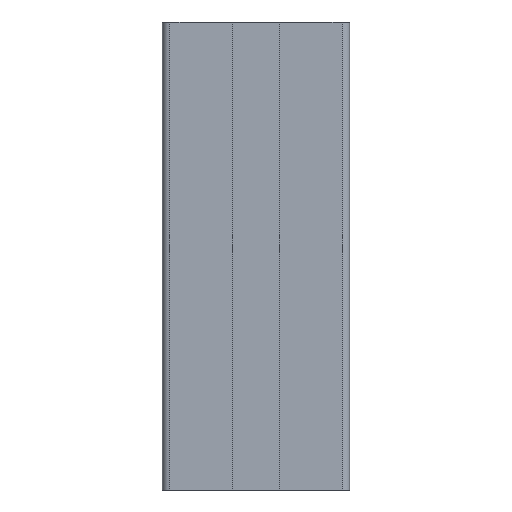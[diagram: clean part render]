
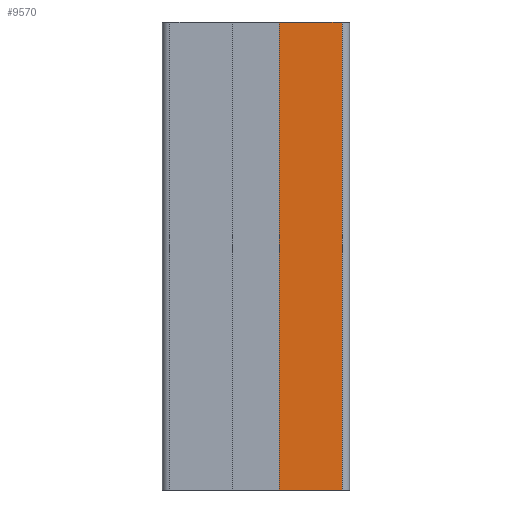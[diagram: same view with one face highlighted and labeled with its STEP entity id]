
A CAD part, front view. The second image highlights one B-rep face of the part: STEP entity #9570.
In plain terms, the highlighted face is planar.
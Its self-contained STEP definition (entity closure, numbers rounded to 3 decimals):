
#4040=CARTESIAN_POINT('',(2.742,-8.01,0.));
#4050=VERTEX_POINT('',#4040);
#4080=CARTESIAN_POINT('',(2.742,0.,0.));
#4090=DIRECTION('',(0.,-1.,0.));
#4100=VECTOR('',#4090,1.);
#4110=LINE('',#4080,#4100);
#4120=CARTESIAN_POINT('',(2.742,5.39,0.));
#4130=VERTEX_POINT('',#4120);
#4140=EDGE_CURVE('',#4130,#4050,#4110,.T.);
#6880=CARTESIAN_POINT('',(2.742,5.39,100.));
#6890=VERTEX_POINT('',#6880);
#6920=CARTESIAN_POINT('',(2.742,0.,100.));
#6930=DIRECTION('',(0.,-1.,0.));
#6940=VECTOR('',#6930,1.);
#6950=LINE('',#6920,#6940);
#6960=CARTESIAN_POINT('',(2.742,-8.01,100.));
#6970=VERTEX_POINT('',#6960);
#6980=EDGE_CURVE('',#6890,#6970,#6950,.T.);
#9310=CARTESIAN_POINT('',(2.742,-8.01,0.));
#9320=DIRECTION('',(0.,0.,-1.));
#9330=VECTOR('',#9320,1.);
#9340=LINE('',#9310,#9330);
#9350=EDGE_CURVE('',#6970,#4050,#9340,.T.);
#9410=CARTESIAN_POINT('',(2.742,6.99,0.));
#9420=DIRECTION('',(1.,0.,0.));
#9430=DIRECTION('',(0.,-1.,0.));
#9440=AXIS2_PLACEMENT_3D('',#9410,#9420,#9430);
#9450=PLANE('',#9440);
#9460=ORIENTED_EDGE('',*,*,#4140,.F.);
#9470=ORIENTED_EDGE('',*,*,#9350,.T.);
#9480=ORIENTED_EDGE('',*,*,#6980,.T.);
#9490=CARTESIAN_POINT('',(2.742,5.39,0.));
#9500=DIRECTION('',(0.,0.,1.));
#9510=VECTOR('',#9500,1.);
#9520=LINE('',#9490,#9510);
#9530=EDGE_CURVE('',#4130,#6890,#9520,.T.);
#9540=ORIENTED_EDGE('',*,*,#9530,.T.);
#9550=EDGE_LOOP('',(#9540,#9480,#9470,#9460));
#9560=FACE_OUTER_BOUND('',#9550,.T.);
#9570=ADVANCED_FACE('',(#9560),#9450,.T.);
